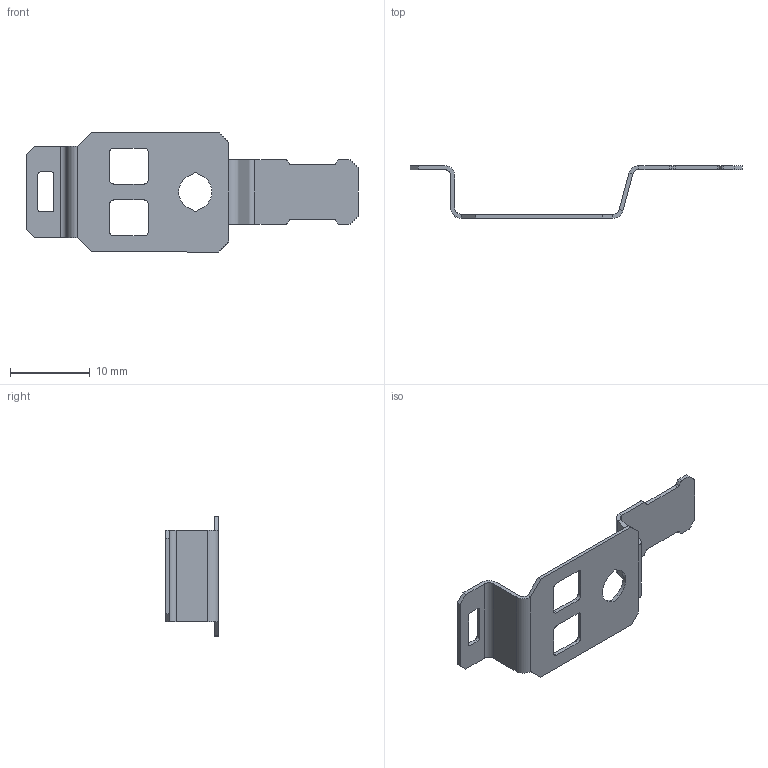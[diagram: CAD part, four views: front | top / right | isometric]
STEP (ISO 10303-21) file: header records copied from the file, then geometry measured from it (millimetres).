
FILE_DESCRIPTION (( 'STEP AP214' ), '1' );
FILE_NAME ('17977_0_MF_D_M4_Z.STEP', '2021-04-15T12:24:30', ( '' ), ( '' ), 'SwSTEP 2.0', 'SolidWorks 2020', '' );
FILE_SCHEMA (( 'AUTOMOTIVE_DESIGN' ));
Length unit declared in the file: millimetre
Products named in the file (1): 17977_0_MF_D_M4_Z
Bounding box: 41.5 x 6.6 x 15 mm (x, y, z)
Volume: 249.8 mm3; surface area: 1094.1 mm2
Topology: 1 solids, 1 shells, 90 faces, 242 edges, 154 vertices
Faces by surface type: plane 59, cylinder 31
Entity records: 2842 total; most frequent: CARTESIAN_POINT 487, DIRECTION 486, ORIENTED_EDGE 484, EDGE_CURVE 242, VECTOR 180, LINE 180, VERTEX_POINT 154, AXIS2_PLACEMENT_3D 153
